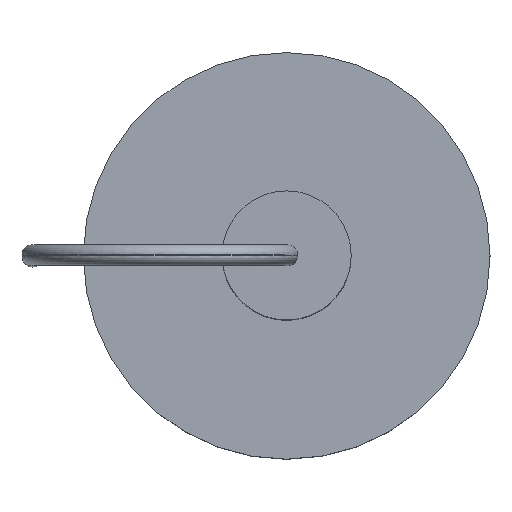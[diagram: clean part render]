
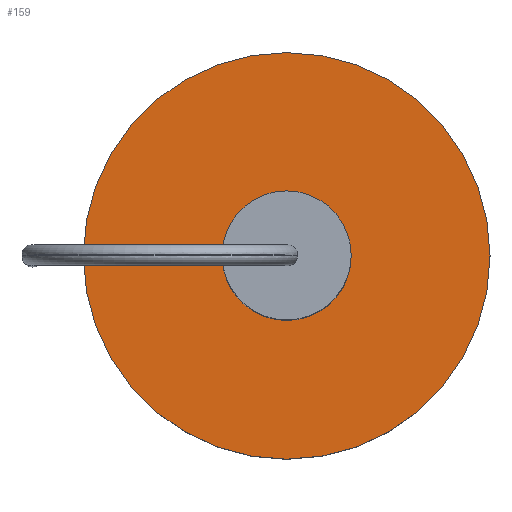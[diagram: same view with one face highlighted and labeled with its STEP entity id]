
A CAD part, top view. The second image highlights one B-rep face of the part: STEP entity #159.
In plain terms, the highlighted planar face has unit normal (0, 0, 1).
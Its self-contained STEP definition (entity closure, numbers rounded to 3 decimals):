
#35 = VERTEX_POINT('',#36);
#36 = CARTESIAN_POINT('',(8.,0.,15.834));
#43 = CYLINDRICAL_SURFACE('',#44,8.);
#44 = AXIS2_PLACEMENT_3D('',#45,#46,#47);
#45 = CARTESIAN_POINT('',(0.,0.,11.896));
#46 = DIRECTION('',(-0.,-0.,-1.));
#47 = DIRECTION('',(1.,0.,0.));
#62 = EDGE_CURVE('',#35,#35,#63,.T.);
#63 = SURFACE_CURVE('',#64,(#69,#76),.PCURVE_S1.);
#64 = CIRCLE('',#65,8.);
#65 = AXIS2_PLACEMENT_3D('',#66,#67,#68);
#66 = CARTESIAN_POINT('',(0.,0.,15.834));
#67 = DIRECTION('',(0.,0.,1.));
#68 = DIRECTION('',(1.,0.,0.));
#69 = PCURVE('',#43,#70);
#70 = DEFINITIONAL_REPRESENTATION('',(#71),#75);
#71 = LINE('',#72,#73);
#72 = CARTESIAN_POINT('',(-0.,-3.938));
#73 = VECTOR('',#74,1.);
#74 = DIRECTION('',(-1.,0.));
#75 = ( GEOMETRIC_REPRESENTATION_CONTEXT(2) 
PARAMETRIC_REPRESENTATION_CONTEXT() REPRESENTATION_CONTEXT('2D SPACE',''
  ) );
#76 = PCURVE('',#77,#82);
#77 = PLANE('',#78);
#78 = AXIS2_PLACEMENT_3D('',#79,#80,#81);
#79 = CARTESIAN_POINT('',(8.,0.,15.834));
#80 = DIRECTION('',(0.,0.,-1.));
#81 = DIRECTION('',(-1.,0.,0.));
#82 = DEFINITIONAL_REPRESENTATION('',(#83),#91);
#83 = ( BOUNDED_CURVE() B_SPLINE_CURVE(2,(#84,#85,#86,#87,#88,#89,#90),
.UNSPECIFIED.,.F.,.F.) B_SPLINE_CURVE_WITH_KNOTS((1,2,2,2,2,1),(
    -2.094,0.,2.094,4.189,6.283,
8.378),.UNSPECIFIED.) CURVE() GEOMETRIC_REPRESENTATION_ITEM() 
RATIONAL_B_SPLINE_CURVE((1.,0.5,1.,0.5,1.,0.5,1.)) REPRESENTATION_ITEM(
  '') );
#84 = CARTESIAN_POINT('',(0.,0.));
#85 = CARTESIAN_POINT('',(0.,13.856));
#86 = CARTESIAN_POINT('',(12.,6.928));
#87 = CARTESIAN_POINT('',(24.,0.));
#88 = CARTESIAN_POINT('',(12.,-6.928));
#89 = CARTESIAN_POINT('',(0.,-13.856));
#90 = CARTESIAN_POINT('',(0.,0.));
#91 = ( GEOMETRIC_REPRESENTATION_CONTEXT(2) 
PARAMETRIC_REPRESENTATION_CONTEXT() REPRESENTATION_CONTEXT('2D SPACE',''
  ) );
#159 = ADVANCED_FACE('',(#160,#163),#77,.F.);
#160 = FACE_BOUND('',#161,.F.);
#161 = EDGE_LOOP('',(#162));
#162 = ORIENTED_EDGE('',*,*,#62,.F.);
#163 = FACE_BOUND('',#164,.F.);
#164 = EDGE_LOOP('',(#165));
#165 = ORIENTED_EDGE('',*,*,#166,.T.);
#166 = EDGE_CURVE('',#167,#167,#169,.T.);
#167 = VERTEX_POINT('',#168);
#168 = CARTESIAN_POINT('',(2.54,0.,15.834));
#169 = SURFACE_CURVE('',#170,(#175,#186),.PCURVE_S1.);
#170 = CIRCLE('',#171,2.54);
#171 = AXIS2_PLACEMENT_3D('',#172,#173,#174);
#172 = CARTESIAN_POINT('',(0.,0.,15.834));
#173 = DIRECTION('',(0.,0.,1.));
#174 = DIRECTION('',(1.,0.,0.));
#175 = PCURVE('',#77,#176);
#176 = DEFINITIONAL_REPRESENTATION('',(#177),#185);
#177 = ( BOUNDED_CURVE() B_SPLINE_CURVE(2,(#178,#179,#180,#181,#182,#183
,#184),.UNSPECIFIED.,.F.,.F.) B_SPLINE_CURVE_WITH_KNOTS((1,2,2,2,2,1),(
    -2.094,0.,2.094,4.189,6.283,
8.378),.UNSPECIFIED.) CURVE() GEOMETRIC_REPRESENTATION_ITEM() 
RATIONAL_B_SPLINE_CURVE((1.,0.5,1.,0.5,1.,0.5,1.)) REPRESENTATION_ITEM(
  '') );
#178 = CARTESIAN_POINT('',(5.46,0.));
#179 = CARTESIAN_POINT('',(5.46,4.399));
#180 = CARTESIAN_POINT('',(9.27,2.2));
#181 = CARTESIAN_POINT('',(13.08,0.));
#182 = CARTESIAN_POINT('',(9.27,-2.2));
#183 = CARTESIAN_POINT('',(5.46,-4.399));
#184 = CARTESIAN_POINT('',(5.46,0.));
#185 = ( GEOMETRIC_REPRESENTATION_CONTEXT(2) 
PARAMETRIC_REPRESENTATION_CONTEXT() REPRESENTATION_CONTEXT('2D SPACE',''
  ) );
#186 = PCURVE('',#187,#192);
#187 = CYLINDRICAL_SURFACE('',#188,2.54);
#188 = AXIS2_PLACEMENT_3D('',#189,#190,#191);
#189 = CARTESIAN_POINT('',(0.,0.,15.834));
#190 = DIRECTION('',(-0.,-0.,-1.));
#191 = DIRECTION('',(1.,0.,0.));
#192 = DEFINITIONAL_REPRESENTATION('',(#193),#197);
#193 = LINE('',#194,#195);
#194 = CARTESIAN_POINT('',(-0.,0.));
#195 = VECTOR('',#196,1.);
#196 = DIRECTION('',(-1.,0.));
#197 = ( GEOMETRIC_REPRESENTATION_CONTEXT(2) 
PARAMETRIC_REPRESENTATION_CONTEXT() REPRESENTATION_CONTEXT('2D SPACE',''
  ) );
